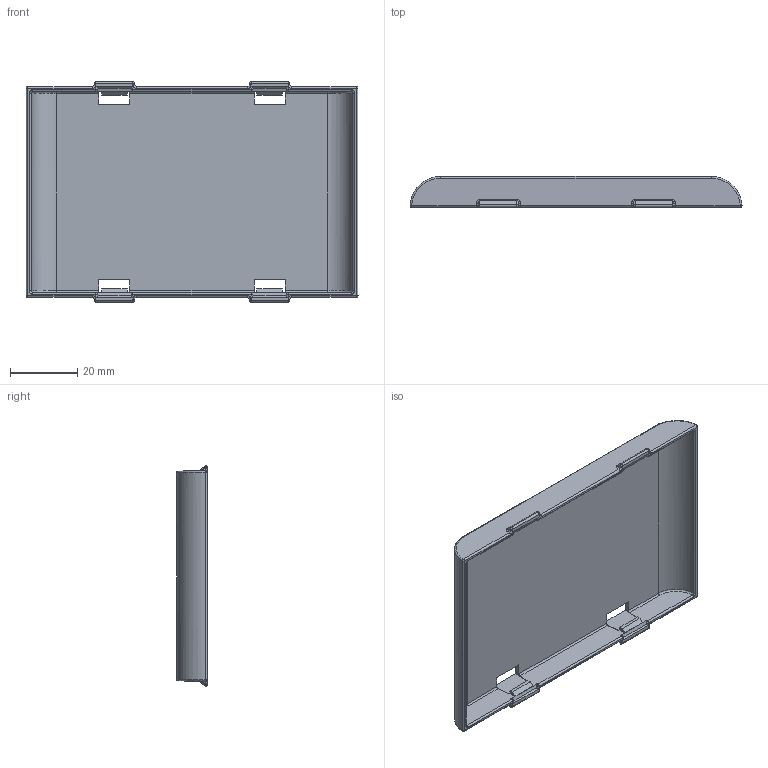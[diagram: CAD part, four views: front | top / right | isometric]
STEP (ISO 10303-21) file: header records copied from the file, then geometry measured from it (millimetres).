
FILE_DESCRIPTION(/* description */ (''),/* implementation_level */ '2;1');
FILE_NAME(/* name */ 'Door.ipt.step',/* time_stamp */ '2020-04-16T23:21:59-04:00',/* author */ ('Jordan'),/* organization */ (''),/* preprocessor_version */ 'ST-DEVELOPER v17',/* originating_system */ 'Autodesk Inventor 2019',/* authorisation */ '');
FILE_SCHEMA (('AUTOMOTIVE_DESIGN { 1 0 10303 214 3 1 1 }'));
Length unit declared in the file: inch
Products named in the file (1): Door
Bounding box: 98.42 x 9.1 x 65.29 mm (x, y, z)
Volume: 11837.2 mm3; surface area: 16343.9 mm2
Topology: 1 solids, 1 shells, 195 faces, 493 edges, 282 vertices
Faces by surface type: cylinder 76, plane 63, bspline 28, sphere 20, torus 8
Entity records: 9248 total; most frequent: CARTESIAN_POINT 4744, ORIENTED_EDGE 956, DIRECTION 915, EDGE_CURVE 478, AXIS2_PLACEMENT_3D 327, VERTEX_POINT 282, LINE 261, VECTOR 261
